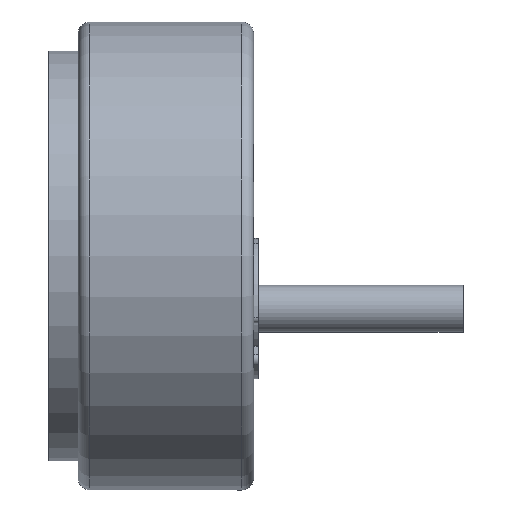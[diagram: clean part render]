
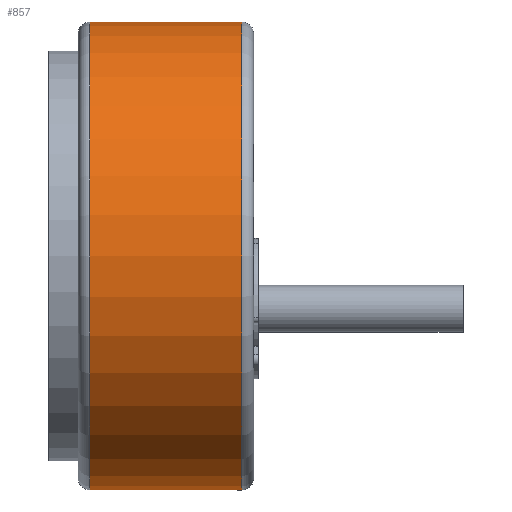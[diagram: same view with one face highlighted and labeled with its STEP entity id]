
A CAD part, left-side view. The second image highlights one B-rep face of the part: STEP entity #857.
In plain terms, the highlighted cylindrical face has radius 2 mm (diameter 4 mm), a partial arc.
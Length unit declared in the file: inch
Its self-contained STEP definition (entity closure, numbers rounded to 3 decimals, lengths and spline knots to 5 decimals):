
#156 = AXIS2_PLACEMENT_3D ( 'NONE', #1767, #347, #529 ) ;
#186 = DIRECTION ( 'NONE',  ( 0., 1., 0. ) ) ;
#347 = DIRECTION ( 'NONE',  ( 0., 1., 0. ) ) ;
#358 = ORIENTED_EDGE ( 'NONE', *, *, #560, .F. ) ;
#428 = DIRECTION ( 'NONE',  ( 0., 0., -1. ) ) ;
#454 = CIRCLE ( 'NONE', #480, 0.07874 ) ;
#480 = AXIS2_PLACEMENT_3D ( 'NONE', #1063, #1812, #428 ) ;
#529 = DIRECTION ( 'NONE',  ( 0., 0., 1. ) ) ;
#560 = EDGE_CURVE ( 'NONE', #1287, #1489, #1800, .T. ) ;
#640 = EDGE_CURVE ( 'NONE', #1006, #971, #828, .T. ) ;
#652 = CYLINDRICAL_SURFACE ( 'NONE', #156, 0.07874 ) ;
#666 = DIRECTION ( 'NONE',  ( 0., 0., -1. ) ) ;
#748 = EDGE_CURVE ( 'NONE', #971, #1489, #454, .T. ) ;
#786 = CARTESIAN_POINT ( 'NONE',  ( 0., 0.06425, 0.10748 ) ) ;
#791 = ORIENTED_EDGE ( 'NONE', *, *, #640, .T. ) ;
#824 = CIRCLE ( 'NONE', #1227, 0.07874 ) ;
#828 = LINE ( 'NONE', #1373, #934 ) ;
#857 = ADVANCED_FACE ( 'NONE', ( #1630 ), #652, .T. ) ;
#934 = VECTOR ( 'NONE', #1193, 39.37008 ) ;
#963 = CARTESIAN_POINT ( 'NONE',  ( 0., 0.11543, -0.05 ) ) ;
#971 = VERTEX_POINT ( 'NONE', #1725 ) ;
#1006 = VERTEX_POINT ( 'NONE', #786 ) ;
#1063 = CARTESIAN_POINT ( 'NONE',  ( 0., 0.11543, 0.02874 ) ) ;
#1084 = EDGE_LOOP ( 'NONE', ( #358, #1815, #791, #1137 ) ) ;
#1107 = CARTESIAN_POINT ( 'NONE',  ( 0., 0.06425, 0.02874 ) ) ;
#1137 = ORIENTED_EDGE ( 'NONE', *, *, #748, .T. ) ;
#1140 = VECTOR ( 'NONE', #186, 39.37008 ) ;
#1193 = DIRECTION ( 'NONE',  ( 0., 1., 0. ) ) ;
#1227 = AXIS2_PLACEMENT_3D ( 'NONE', #1107, #1451, #666 ) ;
#1287 = VERTEX_POINT ( 'NONE', #1827 ) ;
#1373 = CARTESIAN_POINT ( 'NONE',  ( 0., 0.06031, 0.10748 ) ) ;
#1451 = DIRECTION ( 'NONE',  ( 0., 1., 0. ) ) ;
#1489 = VERTEX_POINT ( 'NONE', #963 ) ;
#1630 = FACE_OUTER_BOUND ( 'NONE', #1084, .T. ) ;
#1725 = CARTESIAN_POINT ( 'NONE',  ( 0., 0.11543, 0.10748 ) ) ;
#1767 = CARTESIAN_POINT ( 'NONE',  ( 0., 0.06031, 0.02874 ) ) ;
#1800 = LINE ( 'NONE', #1923, #1140 ) ;
#1812 = DIRECTION ( 'NONE',  ( 0., -1., 0. ) ) ;
#1815 = ORIENTED_EDGE ( 'NONE', *, *, #1959, .T. ) ;
#1827 = CARTESIAN_POINT ( 'NONE',  ( 0., 0.06425, -0.05 ) ) ;
#1923 = CARTESIAN_POINT ( 'NONE',  ( 0., 0.06031, -0.05 ) ) ;
#1959 = EDGE_CURVE ( 'NONE', #1287, #1006, #824, .T. ) ;
